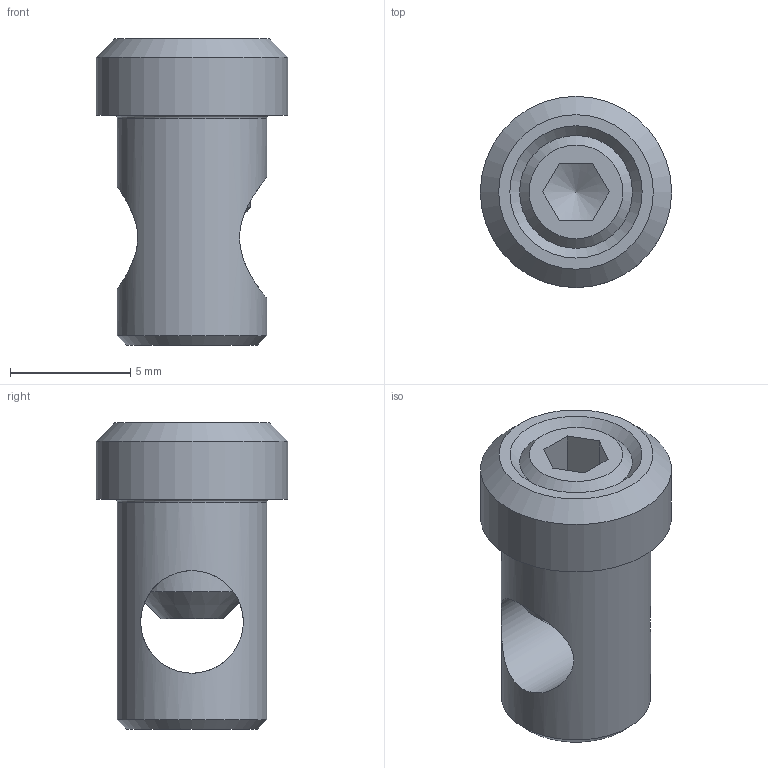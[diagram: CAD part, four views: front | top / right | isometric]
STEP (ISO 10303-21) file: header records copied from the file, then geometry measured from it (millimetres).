
FILE_DESCRIPTION((''),'2;1');
FILE_NAME('16619-15PK.stp','2013-11-18T16:10:07',('fredp'),(''),'Autodesk Inventor 2013','Autodesk Inventor 2013','');
FILE_SCHEMA(('AUTOMOTIVE_DESIGN { 1 0 10303 214 1 1 1 1 }'));
Length unit declared in the file: inch
Products named in the file (1): 16619-15PK
Bounding box: 7.94 x 7.94 x 12.7 mm (x, y, z)
Volume: 356.7 mm3; surface area: 418.3 mm2
Topology: 1 solids, 1 shells, 32 faces, 70 edges, 41 vertices
Faces by surface type: plane 16, cone 7, cylinder 7, bspline 1, torus 1
Full cylindrical faces by diameter (mm): 4.255 x1, 6.198 x1, 7.938 x1
Entity records: 1060 total; most frequent: CARTESIAN_POINT 379, DIRECTION 125, ORIENTED_EDGE 106, AXIS2_PLACEMENT_3D 53, EDGE_CURVE 53, EDGE_LOOP 47, VERTEX_POINT 36, STYLED_ITEM 33
